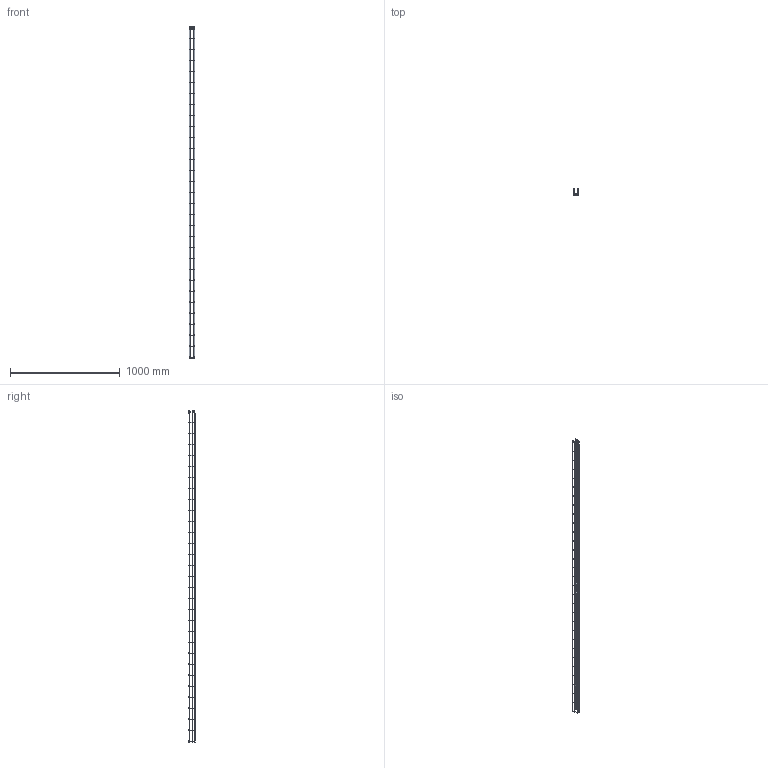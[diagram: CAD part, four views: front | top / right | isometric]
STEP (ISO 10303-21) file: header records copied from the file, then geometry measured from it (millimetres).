
FILE_DESCRIPTION((''),'2;1');
FILE_NAME('6001441_ASM','2013-12-03T',('AndreasKeweloh'),(''),'PRO/ENGINEER BY PARAMETRIC TECHNOLOGY CORPORATION, 2012360','PRO/ENGINEER BY PARAMETRIC TECHNOLOGY CORPORATION, 2012360','');
FILE_SCHEMA(('CONFIG_CONTROL_DESIGN'));
Length unit declared in the file: millimetre
Products named in the file (4): GRM_D38_U50; GRM_D38XL3024; GRM_D38_U50_MUFFE; 6001441_ASM
Assembly tree (38 placements, depth 2):
  6001441_ASM
    GRM_D38_U50  x30
    GRM_D38XL3024  x6
    GRM_D38_U50_MUFFE  x2
Bounding box: 50 x 58 x 3024.29 mm (x, y, z)
Volume: 256835 mm3; surface area: 271259.4 mm2
Topology: 38 solids, 38 shells, 492 faces, 908 edges, 492 vertices
Faces by surface type: cylinder 252, torus 164, plane 76
Entity records: 1458 total; most frequent: DIRECTION 294, CARTESIAN_POINT 248, ORIENTED_EDGE 156, AXIS2_PLACEMENT_3D 136, EDGE_CURVE 78, CIRCLE 52, VERTEX_POINT 42, EDGE_LOOP 42
